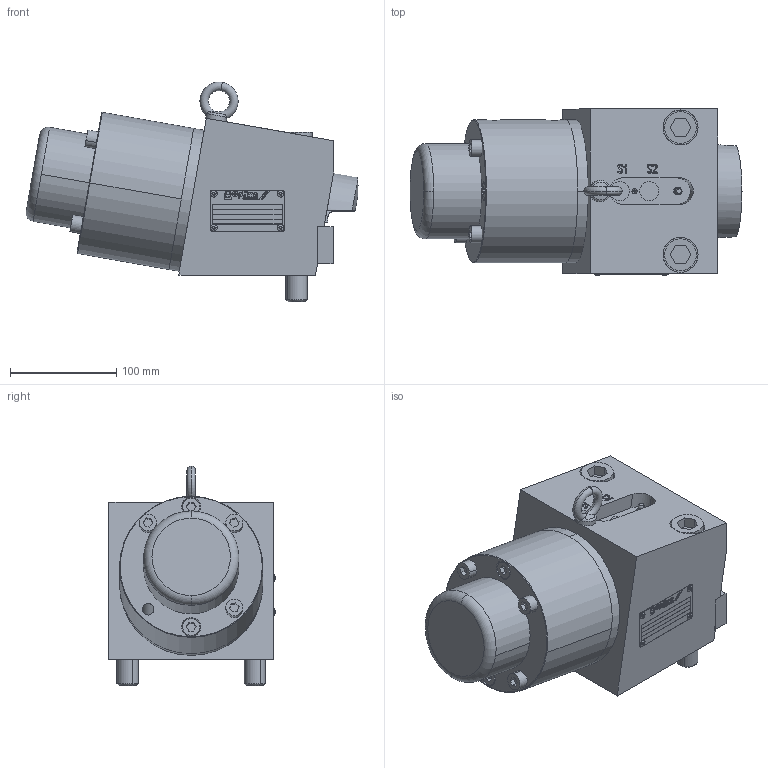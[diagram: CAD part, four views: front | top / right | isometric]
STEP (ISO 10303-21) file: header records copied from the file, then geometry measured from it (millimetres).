
FILE_DESCRIPTION(('STEP AP214'),'1');
FILE_NAME('38440102_HBS-F100_L.stp','2019-09-04T07:25:17',(' '),(' '),'Spatial InterOp 3D',' ',' ');
FILE_SCHEMA(('automotive_design'));
Length unit declared in the file: millimetre
Products named in the file (29): 1; 2; 3; 4; 5; 6; 7; 8; 9; 10; 11; 12; 13; 14; 15; 16; din_580-m8-st; 17; 18; 19; 20; 21; 22; 23; 24; 25; 26; 27; 28
Bounding box: 312.93 x 156.5 x 207.27 mm (x, y, z)
Volume: 4123782.7 mm3; surface area: 447574.2 mm2
Topology: 29 solids, 29 shells, 1466 faces, 3657 edges, 2378 vertices
Faces by surface type: plane 672, cylinder 360, extrusion 266, torus 79, cone 61, sphere 20, bspline 4, revolution 4
Entity records: 58671 total; most frequent: CARTESIAN_POINT 11721, ORIENTED_EDGE 7242, DIRECTION 6634, EDGE_CURVE 3621, VERTEX_POINT 2378, VECTOR 2288, AXIS2_PLACEMENT_3D 2171, LINE 2022
